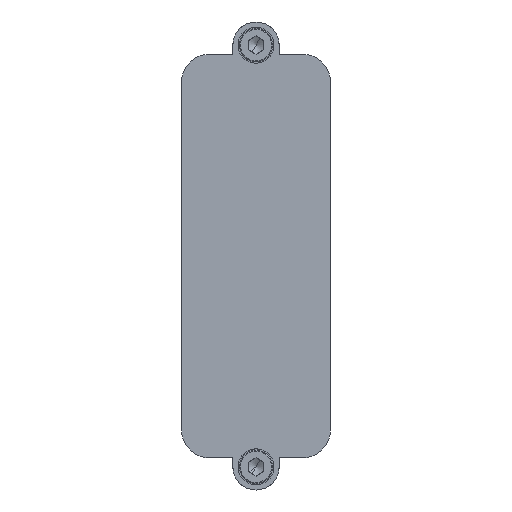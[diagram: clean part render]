
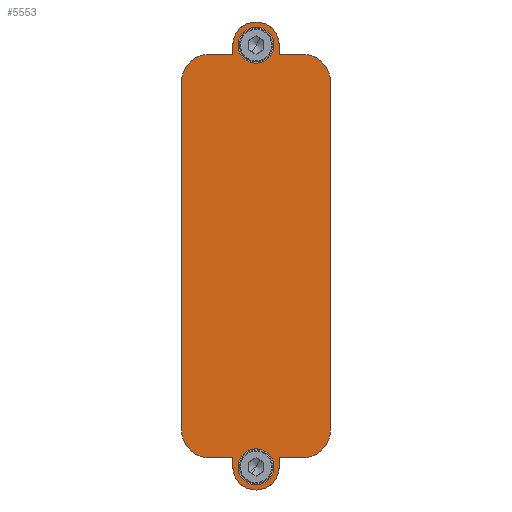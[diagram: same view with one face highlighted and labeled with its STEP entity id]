
A CAD part, top view. The second image highlights one B-rep face of the part: STEP entity #5553.
In plain terms, the highlighted planar face has unit normal (0, 0, 1).
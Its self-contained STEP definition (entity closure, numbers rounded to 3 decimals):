
#5008=AXIS2_PLACEMENT_3D('Circle Axis2P3D',#5006,#5007,$) ;
#5056=AXIS2_PLACEMENT_3D('Circle Axis2P3D',#5054,#5055,$) ;
#5130=AXIS2_PLACEMENT_3D('Circle Axis2P3D',#5128,#5129,$) ;
#5178=AXIS2_PLACEMENT_3D('Circle Axis2P3D',#5176,#5177,$) ;
#5350=AXIS2_PLACEMENT_3D('Circle Axis2P3D',#5348,#5349,$) ;
#5376=AXIS2_PLACEMENT_3D('Circle Axis2P3D',#5374,#5375,$) ;
#5393=AXIS2_PLACEMENT_3D('Circle Axis2P3D',#5391,#5392,$) ;
#5419=AXIS2_PLACEMENT_3D('Circle Axis2P3D',#5417,#5418,$) ;
#5487=AXIS2_PLACEMENT_3D('Plane Axis2P3D',#5484,#5485,#5486) ;
#5498=AXIS2_PLACEMENT_3D('Circle Axis2P3D',#5496,#5497,$) ;
#5517=AXIS2_PLACEMENT_3D('Circle Axis2P3D',#5515,#5516,$) ;
#4975=CARTESIAN_POINT('Line Origine',(15.5,12.5,105.)) ;
#4979=CARTESIAN_POINT('Vertex',(20.,12.5,105.)) ;
#4981=CARTESIAN_POINT('Vertex',(11.,12.5,105.)) ;
#5006=CARTESIAN_POINT('Axis2P3D Location',(11.,23.5,105.)) ;
#5010=CARTESIAN_POINT('Vertex',(0.,23.5,105.)) ;
#5030=CARTESIAN_POINT('Line Origine',(0.,91.,105.)) ;
#5034=CARTESIAN_POINT('Vertex',(0.,158.5,105.)) ;
#5054=CARTESIAN_POINT('Axis2P3D Location',(11.,158.5,105.)) ;
#5058=CARTESIAN_POINT('Vertex',(11.,169.5,105.)) ;
#5078=CARTESIAN_POINT('Line Origine',(15.5,169.5,105.)) ;
#5082=CARTESIAN_POINT('Vertex',(20.,169.5,105.)) ;
#5097=CARTESIAN_POINT('Line Origine',(42.5,169.5,105.)) ;
#5101=CARTESIAN_POINT('Vertex',(38.,169.5,105.)) ;
#5103=CARTESIAN_POINT('Vertex',(47.,169.5,105.)) ;
#5128=CARTESIAN_POINT('Axis2P3D Location',(47.,158.5,105.)) ;
#5132=CARTESIAN_POINT('Vertex',(58.,158.5,105.)) ;
#5152=CARTESIAN_POINT('Line Origine',(58.,91.,105.)) ;
#5156=CARTESIAN_POINT('Vertex',(58.,23.5,105.)) ;
#5176=CARTESIAN_POINT('Axis2P3D Location',(47.,23.5,105.)) ;
#5180=CARTESIAN_POINT('Vertex',(47.,12.5,105.)) ;
#5195=CARTESIAN_POINT('Line Origine',(42.5,12.5,105.)) ;
#5199=CARTESIAN_POINT('Vertex',(38.,12.5,105.)) ;
#5348=CARTESIAN_POINT('Axis2P3D Location',(29.,173.,105.)) ;
#5352=CARTESIAN_POINT('Vertex',(32.356,179.143,105.)) ;
#5354=CARTESIAN_POINT('Vertex',(25.644,166.857,105.)) ;
#5374=CARTESIAN_POINT('Axis2P3D Location',(29.,173.,105.)) ;
#5391=CARTESIAN_POINT('Axis2P3D Location',(29.,9.,105.)) ;
#5395=CARTESIAN_POINT('Vertex',(25.644,2.857,105.)) ;
#5397=CARTESIAN_POINT('Vertex',(32.356,15.143,105.)) ;
#5417=CARTESIAN_POINT('Axis2P3D Location',(29.,9.,105.)) ;
#5484=CARTESIAN_POINT('Axis2P3D Location',(29.,91.,105.)) ;
#5489=CARTESIAN_POINT('Line Origine',(38.,171.25,105.)) ;
#5493=CARTESIAN_POINT('Vertex',(38.,173.,105.)) ;
#5496=CARTESIAN_POINT('Axis2P3D Location',(29.,173.,105.)) ;
#5500=CARTESIAN_POINT('Vertex',(20.,173.,105.)) ;
#5503=CARTESIAN_POINT('Line Origine',(20.,171.25,105.)) ;
#5508=CARTESIAN_POINT('Line Origine',(20.,10.75,105.)) ;
#5512=CARTESIAN_POINT('Vertex',(20.,9.,105.)) ;
#5515=CARTESIAN_POINT('Axis2P3D Location',(29.,9.,105.)) ;
#5519=CARTESIAN_POINT('Vertex',(38.,9.,105.)) ;
#5522=CARTESIAN_POINT('Line Origine',(38.,10.75,105.)) ;
#4976=DIRECTION('Vector Direction',(-1.,0.,0.)) ;
#5007=DIRECTION('Axis2P3D Direction',(0.,0.,-1.)) ;
#5031=DIRECTION('Vector Direction',(0.,-1.,0.)) ;
#5055=DIRECTION('Axis2P3D Direction',(0.,0.,-1.)) ;
#5079=DIRECTION('Vector Direction',(1.,0.,0.)) ;
#5098=DIRECTION('Vector Direction',(1.,0.,0.)) ;
#5129=DIRECTION('Axis2P3D Direction',(0.,0.,-1.)) ;
#5153=DIRECTION('Vector Direction',(0.,1.,0.)) ;
#5177=DIRECTION('Axis2P3D Direction',(0.,0.,-1.)) ;
#5196=DIRECTION('Vector Direction',(-1.,0.,0.)) ;
#5349=DIRECTION('Axis2P3D Direction',(0.,0.,-1.)) ;
#5375=DIRECTION('Axis2P3D Direction',(0.,0.,-1.)) ;
#5392=DIRECTION('Axis2P3D Direction',(0.,0.,-1.)) ;
#5418=DIRECTION('Axis2P3D Direction',(0.,0.,-1.)) ;
#5485=DIRECTION('Axis2P3D Direction',(0.,0.,-1.)) ;
#5486=DIRECTION('Axis2P3D XDirection',(0.,-1.,0.)) ;
#5490=DIRECTION('Vector Direction',(0.,-1.,0.)) ;
#5497=DIRECTION('Axis2P3D Direction',(0.,0.,-1.)) ;
#5504=DIRECTION('Vector Direction',(0.,1.,0.)) ;
#5509=DIRECTION('Vector Direction',(0.,-1.,0.)) ;
#5516=DIRECTION('Axis2P3D Direction',(0.,0.,-1.)) ;
#5523=DIRECTION('Vector Direction',(0.,1.,0.)) ;
#4977=VECTOR('Line Direction',#4976,1.) ;
#5032=VECTOR('Line Direction',#5031,1.) ;
#5080=VECTOR('Line Direction',#5079,1.) ;
#5099=VECTOR('Line Direction',#5098,1.) ;
#5154=VECTOR('Line Direction',#5153,1.) ;
#5197=VECTOR('Line Direction',#5196,1.) ;
#5491=VECTOR('Line Direction',#5490,1.) ;
#5505=VECTOR('Line Direction',#5504,1.) ;
#5510=VECTOR('Line Direction',#5509,1.) ;
#5524=VECTOR('Line Direction',#5523,1.) ;
#5528=ORIENTED_EDGE('',*,*,#5495,.T.) ;
#5529=ORIENTED_EDGE('',*,*,#5502,.T.) ;
#5530=ORIENTED_EDGE('',*,*,#5507,.T.) ;
#5531=ORIENTED_EDGE('',*,*,#5084,.F.) ;
#5532=ORIENTED_EDGE('',*,*,#5060,.F.) ;
#5533=ORIENTED_EDGE('',*,*,#5036,.F.) ;
#5534=ORIENTED_EDGE('',*,*,#5012,.F.) ;
#5535=ORIENTED_EDGE('',*,*,#4983,.F.) ;
#5536=ORIENTED_EDGE('',*,*,#5514,.F.) ;
#5537=ORIENTED_EDGE('',*,*,#5521,.F.) ;
#5538=ORIENTED_EDGE('',*,*,#5526,.F.) ;
#5539=ORIENTED_EDGE('',*,*,#5201,.F.) ;
#5540=ORIENTED_EDGE('',*,*,#5182,.F.) ;
#5541=ORIENTED_EDGE('',*,*,#5158,.F.) ;
#5542=ORIENTED_EDGE('',*,*,#5134,.F.) ;
#5543=ORIENTED_EDGE('',*,*,#5105,.F.) ;
#5546=ORIENTED_EDGE('',*,*,#5378,.T.) ;
#5547=ORIENTED_EDGE('',*,*,#5356,.T.) ;
#5550=ORIENTED_EDGE('',*,*,#5421,.T.) ;
#5551=ORIENTED_EDGE('',*,*,#5399,.T.) ;
#5548=FACE_BOUND('',#5545,.T.) ;
#5552=FACE_BOUND('',#5549,.T.) ;
#5553=ADVANCED_FACE('Hauptk\X2\00F6\X0\rper',(#5544,#5548,#5552),#5488,.F.) ;
#5009=CIRCLE('generated circle',#5008,11.) ;
#5057=CIRCLE('generated circle',#5056,11.) ;
#5131=CIRCLE('generated circle',#5130,11.) ;
#5179=CIRCLE('generated circle',#5178,11.) ;
#5351=CIRCLE('generated circle',#5350,7.) ;
#5377=CIRCLE('generated circle',#5376,7.) ;
#5394=CIRCLE('generated circle',#5393,7.) ;
#5420=CIRCLE('generated circle',#5419,7.) ;
#5499=CIRCLE('generated circle',#5498,9.) ;
#5518=CIRCLE('generated circle',#5517,9.) ;
#4983=EDGE_CURVE('',#4980,#4982,#4978,.T.) ;
#5012=EDGE_CURVE('',#4982,#5011,#5009,.T.) ;
#5036=EDGE_CURVE('',#5011,#5035,#5033,.F.) ;
#5060=EDGE_CURVE('',#5035,#5059,#5057,.T.) ;
#5084=EDGE_CURVE('',#5059,#5083,#5081,.T.) ;
#5105=EDGE_CURVE('',#5102,#5104,#5100,.T.) ;
#5134=EDGE_CURVE('',#5104,#5133,#5131,.T.) ;
#5158=EDGE_CURVE('',#5133,#5157,#5155,.F.) ;
#5182=EDGE_CURVE('',#5157,#5181,#5179,.T.) ;
#5201=EDGE_CURVE('',#5181,#5200,#5198,.T.) ;
#5356=EDGE_CURVE('',#5353,#5355,#5351,.T.) ;
#5378=EDGE_CURVE('',#5355,#5353,#5377,.T.) ;
#5399=EDGE_CURVE('',#5396,#5398,#5394,.T.) ;
#5421=EDGE_CURVE('',#5398,#5396,#5420,.T.) ;
#5495=EDGE_CURVE('',#5102,#5494,#5492,.F.) ;
#5502=EDGE_CURVE('',#5494,#5501,#5499,.F.) ;
#5507=EDGE_CURVE('',#5501,#5083,#5506,.F.) ;
#5514=EDGE_CURVE('',#5513,#4980,#5511,.F.) ;
#5521=EDGE_CURVE('',#5520,#5513,#5518,.T.) ;
#5526=EDGE_CURVE('',#5200,#5520,#5525,.F.) ;
#5527=EDGE_LOOP('',(#5528,#5529,#5530,#5531,#5532,#5533,#5534,#5535,#5536,#5537,#5538,#5539,#5540,#5541,#5542,#5543)) ;
#5545=EDGE_LOOP('',(#5546,#5547)) ;
#5549=EDGE_LOOP('',(#5550,#5551)) ;
#5544=FACE_OUTER_BOUND('',#5527,.T.) ;
#4978=LINE('Line',#4975,#4977) ;
#5033=LINE('Line',#5030,#5032) ;
#5081=LINE('Line',#5078,#5080) ;
#5100=LINE('Line',#5097,#5099) ;
#5155=LINE('Line',#5152,#5154) ;
#5198=LINE('Line',#5195,#5197) ;
#5492=LINE('Line',#5489,#5491) ;
#5506=LINE('Line',#5503,#5505) ;
#5511=LINE('Line',#5508,#5510) ;
#5525=LINE('Line',#5522,#5524) ;
#5488=PLANE('',#5487) ;
#4980=VERTEX_POINT('',#4979) ;
#4982=VERTEX_POINT('',#4981) ;
#5011=VERTEX_POINT('',#5010) ;
#5035=VERTEX_POINT('',#5034) ;
#5059=VERTEX_POINT('',#5058) ;
#5083=VERTEX_POINT('',#5082) ;
#5102=VERTEX_POINT('',#5101) ;
#5104=VERTEX_POINT('',#5103) ;
#5133=VERTEX_POINT('',#5132) ;
#5157=VERTEX_POINT('',#5156) ;
#5181=VERTEX_POINT('',#5180) ;
#5200=VERTEX_POINT('',#5199) ;
#5353=VERTEX_POINT('',#5352) ;
#5355=VERTEX_POINT('',#5354) ;
#5396=VERTEX_POINT('',#5395) ;
#5398=VERTEX_POINT('',#5397) ;
#5494=VERTEX_POINT('',#5493) ;
#5501=VERTEX_POINT('',#5500) ;
#5513=VERTEX_POINT('',#5512) ;
#5520=VERTEX_POINT('',#5519) ;
